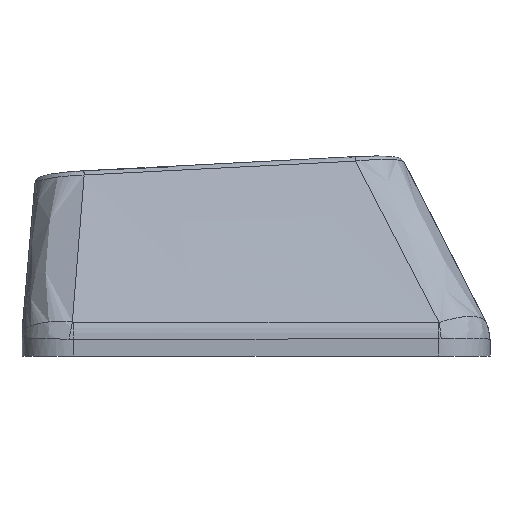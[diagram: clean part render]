
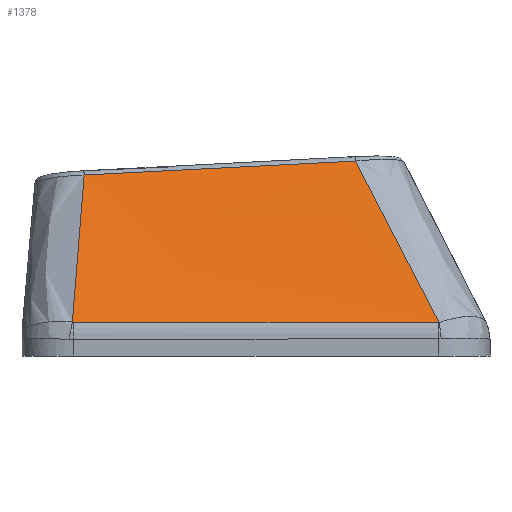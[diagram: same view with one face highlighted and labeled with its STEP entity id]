
A CAD part, left-side view. The second image highlights one B-rep face of the part: STEP entity #1378.
In plain terms, the highlighted free-form (B-spline) face has degree [3, 3] with [4, 4] control points.
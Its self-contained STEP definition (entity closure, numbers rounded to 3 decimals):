
#225=B_SPLINE_SURFACE_WITH_KNOTS('',3,3,((#2889,#2890,#2891,#2892),(#2893,
#2894,#2895,#2896),(#2897,#2898,#2899,#2900),(#2901,#2902,#2903,#2904)),
 .UNSPECIFIED.,.F.,.F.,.F.,(4,4),(4,4),(0.107,0.899),
(0.028,0.956),.UNSPECIFIED.);
#277=FACE_OUTER_BOUND('',#357,.T.);
#357=EDGE_LOOP('',(#1102,#1103,#1104,#1105,#1106,#1107));
#456=B_SPLINE_CURVE_WITH_KNOTS('',3,(#2309,#2310,#2311,#2312),
 .UNSPECIFIED.,.F.,.F.,(4,4),(0.,0.003),
 .UNSPECIFIED.);
#457=B_SPLINE_CURVE_WITH_KNOTS('',3,(#2330,#2331,#2332,#2333),
 .UNSPECIFIED.,.F.,.F.,(4,4),(-1.416,0.),.UNSPECIFIED.);
#460=B_SPLINE_CURVE_WITH_KNOTS('',3,(#2363,#2364,#2365,#2366),
 .UNSPECIFIED.,.F.,.F.,(4,4),(0.,0.004),.UNSPECIFIED.);
#471=B_SPLINE_CURVE_WITH_KNOTS('',3,(#2593,#2594,#2595,#2596),
 .UNSPECIFIED.,.F.,.F.,(4,4),(0.023,0.785),
 .UNSPECIFIED.);
#479=B_SPLINE_CURVE_WITH_KNOTS('',3,(#2823,#2824,#2825,#2826),
 .UNSPECIFIED.,.F.,.F.,(4,4),(0.,1.055),.UNSPECIFIED.);
#482=B_SPLINE_CURVE_WITH_KNOTS('',3,(#2905,#2906,#2907,#2908),
 .UNSPECIFIED.,.F.,.F.,(4,4),(-0.661,-0.021),
 .UNSPECIFIED.);
#586=VERTEX_POINT('',#2271);
#588=VERTEX_POINT('',#2302);
#590=VERTEX_POINT('',#2329);
#592=VERTEX_POINT('',#2356);
#608=VERTEX_POINT('',#2587);
#613=VERTEX_POINT('',#2821);
#747=EDGE_CURVE('',#586,#588,#456,.T.);
#748=EDGE_CURVE('',#588,#590,#457,.T.);
#753=EDGE_CURVE('',#590,#592,#460,.T.);
#779=EDGE_CURVE('',#608,#586,#471,.T.);
#794=EDGE_CURVE('',#613,#608,#479,.T.);
#798=EDGE_CURVE('',#592,#613,#482,.T.);
#1102=ORIENTED_EDGE('',*,*,#747,.F.);
#1103=ORIENTED_EDGE('',*,*,#779,.F.);
#1104=ORIENTED_EDGE('',*,*,#794,.F.);
#1105=ORIENTED_EDGE('',*,*,#798,.F.);
#1106=ORIENTED_EDGE('',*,*,#753,.F.);
#1107=ORIENTED_EDGE('',*,*,#748,.F.);
#1378=ADVANCED_FACE('',(#277),#225,.F.);
#2271=CARTESIAN_POINT('',(-13.706,-7.107,0.299));
#2302=CARTESIAN_POINT('',(-13.706,-7.079,0.298));
#2309=CARTESIAN_POINT('Ctrl Pts',(-13.706,-7.107,0.299));
#2310=CARTESIAN_POINT('Ctrl Pts',(-13.706,-7.098,0.298));
#2311=CARTESIAN_POINT('Ctrl Pts',(-13.706,-7.088,0.298));
#2312=CARTESIAN_POINT('Ctrl Pts',(-13.706,-7.079,0.298));
#2329=CARTESIAN_POINT('',(-13.683,7.082,0.318));
#2330=CARTESIAN_POINT('Ctrl Pts',(-13.706,-7.079,0.298));
#2331=CARTESIAN_POINT('Ctrl Pts',(-13.699,-2.359,0.304));
#2332=CARTESIAN_POINT('Ctrl Pts',(-13.692,2.361,0.311));
#2333=CARTESIAN_POINT('Ctrl Pts',(-13.683,7.082,0.318));
#2356=CARTESIAN_POINT('',(-13.681,7.125,0.322));
#2363=CARTESIAN_POINT('Ctrl Pts',(-13.683,7.082,0.318));
#2364=CARTESIAN_POINT('Ctrl Pts',(-13.683,7.096,0.318));
#2365=CARTESIAN_POINT('Ctrl Pts',(-13.683,7.111,0.319));
#2366=CARTESIAN_POINT('Ctrl Pts',(-13.681,7.125,0.322));
#2587=CARTESIAN_POINT('',(-10.82,-3.863,6.565));
#2593=CARTESIAN_POINT('Ctrl Pts',(-10.82,-3.863,6.565));
#2594=CARTESIAN_POINT('Ctrl Pts',(-11.785,-4.947,4.478));
#2595=CARTESIAN_POINT('Ctrl Pts',(-12.746,-6.028,2.389));
#2596=CARTESIAN_POINT('Ctrl Pts',(-13.706,-7.107,0.299));
#2821=CARTESIAN_POINT('',(-10.824,6.669,6.025));
#2823=CARTESIAN_POINT('Ctrl Pts',(-10.824,6.669,6.025));
#2824=CARTESIAN_POINT('Ctrl Pts',(-10.823,3.158,6.204));
#2825=CARTESIAN_POINT('Ctrl Pts',(-10.821,-0.353,6.384));
#2826=CARTESIAN_POINT('Ctrl Pts',(-10.82,-3.863,6.565));
#2889=CARTESIAN_POINT('Ctrl Pts',(-10.82,7.032,6.014));
#2890=CARTESIAN_POINT('Ctrl Pts',(-11.782,7.063,4.1));
#2891=CARTESIAN_POINT('Ctrl Pts',(-12.744,7.095,2.186));
#2892=CARTESIAN_POINT('Ctrl Pts',(-13.706,7.126,0.272));
#2893=CARTESIAN_POINT('Ctrl Pts',(-10.82,3.273,6.204));
#2894=CARTESIAN_POINT('Ctrl Pts',(-11.782,2.976,4.23));
#2895=CARTESIAN_POINT('Ctrl Pts',(-12.744,2.679,2.255));
#2896=CARTESIAN_POINT('Ctrl Pts',(-13.706,2.382,0.28));
#2897=CARTESIAN_POINT('Ctrl Pts',(-10.82,-0.485,
6.394));
#2898=CARTESIAN_POINT('Ctrl Pts',(-11.782,-1.111,4.359));
#2899=CARTESIAN_POINT('Ctrl Pts',(-12.744,-1.737,2.324));
#2900=CARTESIAN_POINT('Ctrl Pts',(-13.706,-2.363,0.289));
#2901=CARTESIAN_POINT('Ctrl Pts',(-10.82,-4.243,6.584));
#2902=CARTESIAN_POINT('Ctrl Pts',(-11.782,-5.198,4.488));
#2903=CARTESIAN_POINT('Ctrl Pts',(-12.744,-6.152,2.393));
#2904=CARTESIAN_POINT('Ctrl Pts',(-13.706,-7.107,0.298));
#2905=CARTESIAN_POINT('Ctrl Pts',(-13.681,7.125,0.322));
#2906=CARTESIAN_POINT('Ctrl Pts',(-12.726,6.97,2.222));
#2907=CARTESIAN_POINT('Ctrl Pts',(-11.773,6.818,4.123));
#2908=CARTESIAN_POINT('Ctrl Pts',(-10.824,6.669,6.025));
